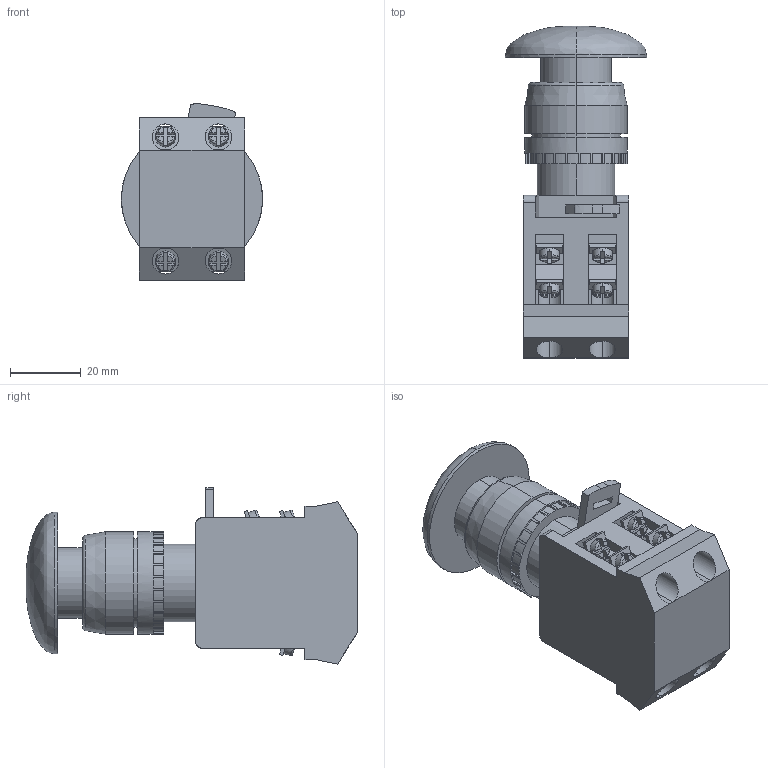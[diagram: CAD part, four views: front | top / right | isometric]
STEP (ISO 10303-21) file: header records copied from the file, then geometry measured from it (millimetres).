
FILE_DESCRIPTION (( 'STEP AP203' ), '1' );
FILE_NAME ('扱闀罻 AEAL22, AEA-22 AELA-22 鏢魨鍧.STEP', '2018-09-04T06:59:45', ( '' ), ( '' ), 'SwSTEP 2.0', 'SolidWorks 2017', '' );
FILE_SCHEMA (( 'CONFIG_CONTROL_DESIGN' ));
Length unit declared in the file: millimetre
Products named in the file (1): 扱闀罻 AEAL22, AEA-22 AELA-22 鏢魨鍧
Bounding box: 40 x 94 x 49.95 mm (x, y, z)
Volume: 76594.5 mm3; surface area: 17971.6 mm2
Topology: 1 solids, 5 shells, 379 faces, 1063 edges, 700 vertices
Faces by surface type: plane 273, cylinder 68, torus 26, bspline 8, cone 4
Entity records: 12856 total; most frequent: CARTESIAN_POINT 3045, ORIENTED_EDGE 2126, DIRECTION 1947, EDGE_CURVE 1063, LINE 707, VECTOR 707, VERTEX_POINT 700, AXIS2_PLACEMENT_3D 620
